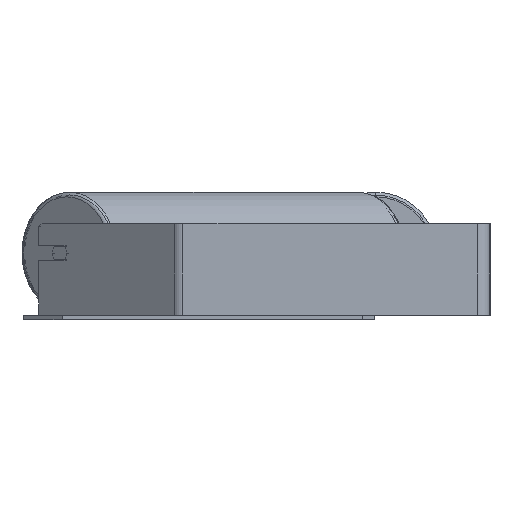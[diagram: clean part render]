
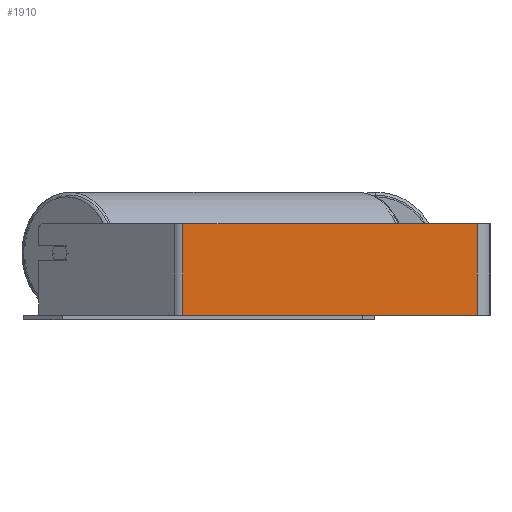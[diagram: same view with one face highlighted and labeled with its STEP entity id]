
A CAD part, left-side view. The second image highlights one B-rep face of the part: STEP entity #1910.
In plain terms, the highlighted planar face has unit normal (-1, 0, 0).
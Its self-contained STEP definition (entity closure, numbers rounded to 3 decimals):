
#106 = VERTEX_POINT ( 'NONE', #7187 ) ;
#523 = VECTOR ( 'NONE', #907, 1000. ) ;
#904 = EDGE_LOOP ( 'NONE', ( #1226, #9051, #5413, #8947 ) ) ;
#907 = DIRECTION ( 'NONE',  ( 0., -1., 0. ) ) ;
#980 = DIRECTION ( 'NONE',  ( 0., 0., -1. ) ) ;
#1013 = CARTESIAN_POINT ( 'NONE',  ( -800., 14., 50. ) ) ;
#1226 = ORIENTED_EDGE ( 'NONE', *, *, #8036, .T. ) ;
#1267 = VECTOR ( 'NONE', #3216, 1000. ) ;
#1550 = DIRECTION ( 'NONE',  ( 0., -1., 0. ) ) ;
#1552 = VERTEX_POINT ( 'NONE', #1013 ) ;
#1687 = DIRECTION ( 'NONE',  ( 1., 0., 0. ) ) ;
#1888 = EDGE_CURVE ( 'NONE', #1552, #8991, #3080, .T. ) ;
#1910 = ADVANCED_FACE ( 'NONE', ( #2099 ), #2410, .F. ) ;
#2099 = FACE_OUTER_BOUND ( 'NONE', #904, .T. ) ;
#2102 = CARTESIAN_POINT ( 'NONE',  ( -800., 341.026, -50. ) ) ;
#2347 = CARTESIAN_POINT ( 'NONE',  ( -800., 14., -50. ) ) ;
#2410 = PLANE ( 'NONE',  #9339 ) ;
#3080 = LINE ( 'NONE', #5183, #7851 ) ;
#3114 = CARTESIAN_POINT ( 'NONE',  ( -800., 341.026, 50. ) ) ;
#3216 = DIRECTION ( 'NONE',  ( 0., 0., -1. ) ) ;
#3724 = CARTESIAN_POINT ( 'NONE',  ( -800., 341.026, 50. ) ) ;
#3838 = DIRECTION ( 'NONE',  ( 0., 0., -1. ) ) ;
#4598 = LINE ( 'NONE', #4645, #1267 ) ;
#4645 = CARTESIAN_POINT ( 'NONE',  ( -800., 335.93, 50. ) ) ;
#4794 = EDGE_CURVE ( 'NONE', #106, #8904, #4598, .T. ) ;
#5183 = CARTESIAN_POINT ( 'NONE',  ( -800., 14., 50. ) ) ;
#5388 = EDGE_CURVE ( 'NONE', #106, #1552, #6687, .T. ) ;
#5413 = ORIENTED_EDGE ( 'NONE', *, *, #5388, .F. ) ;
#6687 = LINE ( 'NONE', #3724, #6712 ) ;
#6712 = VECTOR ( 'NONE', #1550, 1000. ) ;
#7187 = CARTESIAN_POINT ( 'NONE',  ( -800., 335.93, 50. ) ) ;
#7447 = CARTESIAN_POINT ( 'NONE',  ( -800., 335.93, -50. ) ) ;
#7851 = VECTOR ( 'NONE', #3838, 1000. ) ;
#8036 = EDGE_CURVE ( 'NONE', #8904, #8991, #8591, .T. ) ;
#8591 = LINE ( 'NONE', #2102, #523 ) ;
#8904 = VERTEX_POINT ( 'NONE', #7447 ) ;
#8947 = ORIENTED_EDGE ( 'NONE', *, *, #4794, .T. ) ;
#8991 = VERTEX_POINT ( 'NONE', #2347 ) ;
#9051 = ORIENTED_EDGE ( 'NONE', *, *, #1888, .F. ) ;
#9339 = AXIS2_PLACEMENT_3D ( 'NONE', #3114, #1687, #980 ) ;
